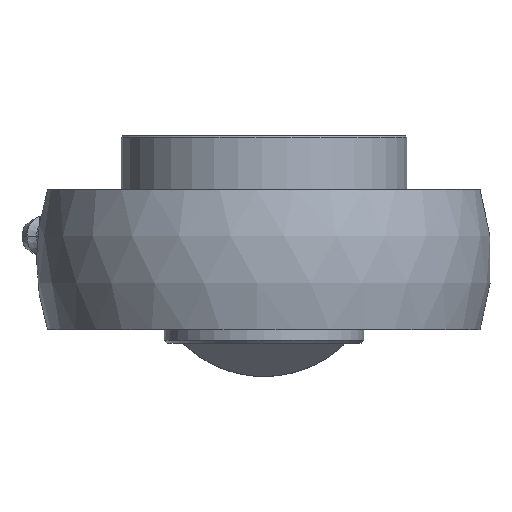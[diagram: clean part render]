
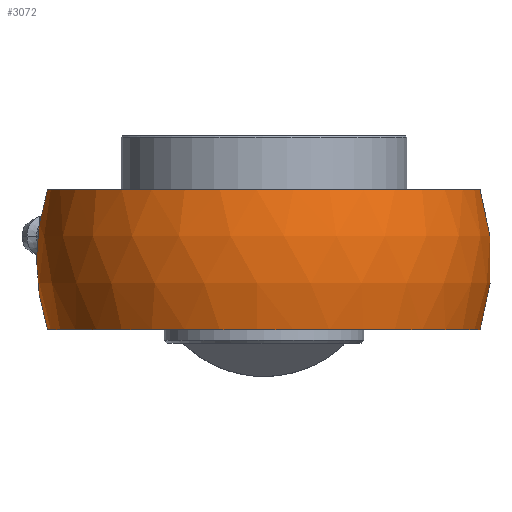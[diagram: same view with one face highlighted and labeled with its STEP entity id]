
A CAD part, front view. The second image highlights one B-rep face of the part: STEP entity #3072.
In plain terms, the highlighted spherical face has radius 39 mm.
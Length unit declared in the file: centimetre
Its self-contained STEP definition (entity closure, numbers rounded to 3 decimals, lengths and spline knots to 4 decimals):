
#2755=CARTESIAN_POINT('',(3.6876,1.2335,0.3));
#2756=VERTEX_POINT('',#2755);
#2763=CARTESIAN_POINT('',(3.6876,1.2335,-0.3));
#2764=VERTEX_POINT('',#2763);
#2765=CARTESIAN_POINT('',(0.,1.2335,0.));
#2766=DIRECTION('',(-0.,1.,0.));
#2767=DIRECTION('',(1.,0.,0.));
#2768=AXIS2_PLACEMENT_3D('',#2765,#2766,#2767);
#2769=CIRCLE('',#2768,3.6998);
#2770=EDGE_CURVE('',#2756,#2764,#2769,.T.);
#2992=CARTESIAN_POINT('',(1.9774,3.3481,-0.3));
#2993=VERTEX_POINT('',#2992);
#2994=CARTESIAN_POINT('',(0.,0.,-0.3));
#2995=DIRECTION('',(0.,0.,-1.));
#2996=DIRECTION('',(0.,-1.,0.));
#2997=AXIS2_PLACEMENT_3D('',#2994,#2995,#2996);
#2998=CIRCLE('',#2997,3.8884);
#2999=EDGE_CURVE('',#2993,#2764,#2998,.T.);
#3011=CARTESIAN_POINT('',(0.,0.,0.));
#3012=DIRECTION('',(0.,0.,1.));
#3013=DIRECTION('',(1.,0.,0.));
#3014=AXIS2_PLACEMENT_3D('',#3011,#3012,#3013);
#3015=SPHERICAL_SURFACE('',#3014,3.9);
#3016=CARTESIAN_POINT('',(-3.7108,0.,1.2));
#3017=VERTEX_POINT('',#3016);
#3018=CARTESIAN_POINT('',(-3.7108,0.,-1.2));
#3019=VERTEX_POINT('',#3018);
#3020=CARTESIAN_POINT('',(0.,0.,0.));
#3021=DIRECTION('',(-0.,-1.,0.));
#3022=DIRECTION('',(-1.,0.,0.));
#3023=AXIS2_PLACEMENT_3D('',#3020,#3021,#3022);
#3024=CIRCLE('',#3023,3.9);
#3025=EDGE_CURVE('',#3017,#3019,#3024,.T.);
#3026=ORIENTED_EDGE('',*,*,#3025,.T.);
#3027=CARTESIAN_POINT('',(1.6001,3.3481,-1.2));
#3028=VERTEX_POINT('',#3027);
#3029=CARTESIAN_POINT('',(0.,0.,-1.2));
#3030=DIRECTION('',(-0.,-0.,-1.));
#3031=DIRECTION('',(0.,-1.,0.));
#3032=AXIS2_PLACEMENT_3D('',#3029,#3030,#3031);
#3033=CIRCLE('',#3032,3.7108);
#3034=EDGE_CURVE('',#3028,#3019,#3033,.T.);
#3035=ORIENTED_EDGE('',*,*,#3034,.F.);
#3036=CARTESIAN_POINT('',(0.,3.3481,0.));
#3037=DIRECTION('',(0.,1.,0.));
#3038=DIRECTION('',(0.,0.,-1.));
#3039=AXIS2_PLACEMENT_3D('',#3036,#3037,#3038);
#3040=CIRCLE('',#3039,2.0001);
#3041=EDGE_CURVE('',#2993,#3028,#3040,.T.);
#3042=ORIENTED_EDGE('',*,*,#3041,.F.);
#3043=ORIENTED_EDGE('',*,*,#2999,.T.);
#3044=ORIENTED_EDGE('',*,*,#2770,.F.);
#3045=CARTESIAN_POINT('',(1.9774,3.3481,0.3));
#3046=VERTEX_POINT('',#3045);
#3047=CARTESIAN_POINT('',(-0.,0.,0.3));
#3048=DIRECTION('',(-0.,0.,1.));
#3049=DIRECTION('',(0.,1.,-0.));
#3050=AXIS2_PLACEMENT_3D('',#3047,#3048,#3049);
#3051=CIRCLE('',#3050,3.8884);
#3052=EDGE_CURVE('',#2756,#3046,#3051,.T.);
#3053=ORIENTED_EDGE('',*,*,#3052,.T.);
#3054=CARTESIAN_POINT('',(1.6001,3.3481,1.2));
#3055=VERTEX_POINT('',#3054);
#3056=CARTESIAN_POINT('',(0.,3.3481,0.));
#3057=DIRECTION('',(0.,1.,0.));
#3058=DIRECTION('',(0.,0.,-1.));
#3059=AXIS2_PLACEMENT_3D('',#3056,#3057,#3058);
#3060=CIRCLE('',#3059,2.0001);
#3061=EDGE_CURVE('',#3055,#3046,#3060,.T.);
#3062=ORIENTED_EDGE('',*,*,#3061,.F.);
#3063=CARTESIAN_POINT('',(0.,0.,1.2));
#3064=DIRECTION('',(0.,-0.,1.));
#3065=DIRECTION('',(0.,1.,0.));
#3066=AXIS2_PLACEMENT_3D('',#3063,#3064,#3065);
#3067=CIRCLE('',#3066,3.7108);
#3068=EDGE_CURVE('',#3017,#3055,#3067,.T.);
#3069=ORIENTED_EDGE('',*,*,#3068,.F.);
#3070=EDGE_LOOP('',(#3026,#3035,#3042,#3043,#3044,#3053,#3062,#3069));
#3071=FACE_BOUND('',#3070,.T.);
#3072=ADVANCED_FACE('',(#3071),#3015,.T.);
